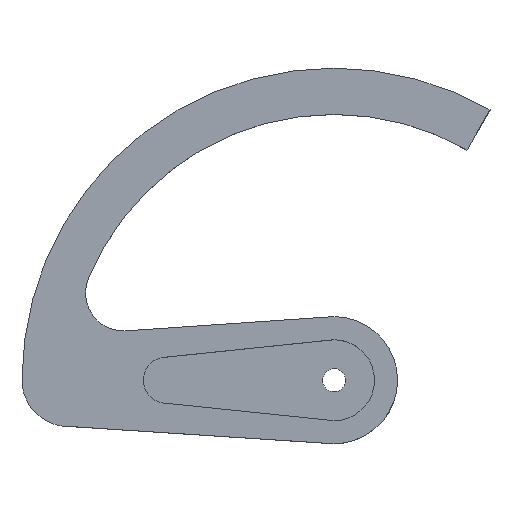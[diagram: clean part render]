
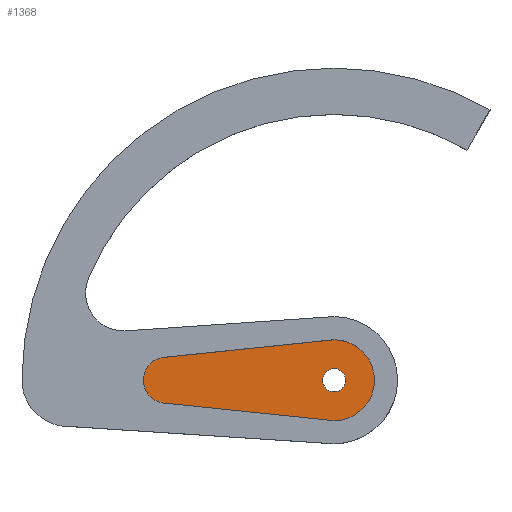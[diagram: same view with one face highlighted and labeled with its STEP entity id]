
A CAD part, top view. The second image highlights one B-rep face of the part: STEP entity #1368.
In plain terms, the highlighted planar face has unit normal (0, 0, 1).
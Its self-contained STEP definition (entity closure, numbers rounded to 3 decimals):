
#20=FACE_BOUND('',#220,.T.);
#83=PLANE('',#1457);
#150=FACE_OUTER_BOUND('',#219,.T.);
#219=EDGE_LOOP('',(#1296,#1297,#1298,#1299));
#220=EDGE_LOOP('',(#1300));
#280=LINE('',#1923,#464);
#286=LINE('',#1942,#470);
#464=VECTOR('',#1531,10.);
#470=VECTOR('',#1551,10.);
#589=CIRCLE('',#1384,1.);
#592=CIRCLE('',#1390,2.);
#594=CIRCLE('',#1393,3.5);
#597=VERTEX_POINT('',#1796);
#658=VERTEX_POINT('',#1921);
#659=VERTEX_POINT('',#1922);
#662=VERTEX_POINT('',#1930);
#664=VERTEX_POINT('',#1936);
#725=EDGE_CURVE('',#597,#597,#589,.T.);
#787=EDGE_CURVE('',#658,#659,#280,.T.);
#791=EDGE_CURVE('',#662,#658,#592,.T.);
#794=EDGE_CURVE('',#659,#664,#594,.T.);
#797=EDGE_CURVE('',#664,#662,#286,.T.);
#1296=ORIENTED_EDGE('',*,*,#791,.T.);
#1297=ORIENTED_EDGE('',*,*,#787,.T.);
#1298=ORIENTED_EDGE('',*,*,#794,.T.);
#1299=ORIENTED_EDGE('',*,*,#797,.T.);
#1300=ORIENTED_EDGE('',*,*,#725,.T.);
#1368=ADVANCED_FACE('',(#150,#20),#83,.T.);
#1384=AXIS2_PLACEMENT_3D('',#1797,#1462,#1463);
#1390=AXIS2_PLACEMENT_3D('',#1931,#1537,#1538);
#1393=AXIS2_PLACEMENT_3D('',#1937,#1544,#1545);
#1457=AXIS2_PLACEMENT_3D('',#2181,#1792,#1793);
#1462=DIRECTION('center_axis',(0.,0.,-1.));
#1463=DIRECTION('ref_axis',(1.,0.,0.));
#1531=DIRECTION('',(0.995,-0.103,0.));
#1537=DIRECTION('center_axis',(0.,0.,1.));
#1538=DIRECTION('ref_axis',(0.,1.,0.));
#1544=DIRECTION('center_axis',(0.,0.,1.));
#1545=DIRECTION('ref_axis',(0.,-1.,0.));
#1551=DIRECTION('',(-0.995,-0.103,0.));
#1792=DIRECTION('center_axis',(0.,0.,1.));
#1793=DIRECTION('ref_axis',(1.,0.,0.));
#1796=CARTESIAN_POINT('',(12.507,0.004,1.));
#1797=CARTESIAN_POINT('Origin',(13.507,0.004,1.));
#1921=CARTESIAN_POINT('',(-1.,-2.,1.));
#1922=CARTESIAN_POINT('',(13.5,-3.5,1.));
#1923=CARTESIAN_POINT('',(-1.,-2.,1.));
#1930=CARTESIAN_POINT('',(-1.,2.,1.));
#1931=CARTESIAN_POINT('Origin',(-1.,0.,1.));
#1936=CARTESIAN_POINT('',(13.5,3.5,1.));
#1937=CARTESIAN_POINT('Origin',(13.5,0.,1.));
#1942=CARTESIAN_POINT('',(-1.,2.,1.));
#2181=CARTESIAN_POINT('Origin',(7.,0.,1.));
